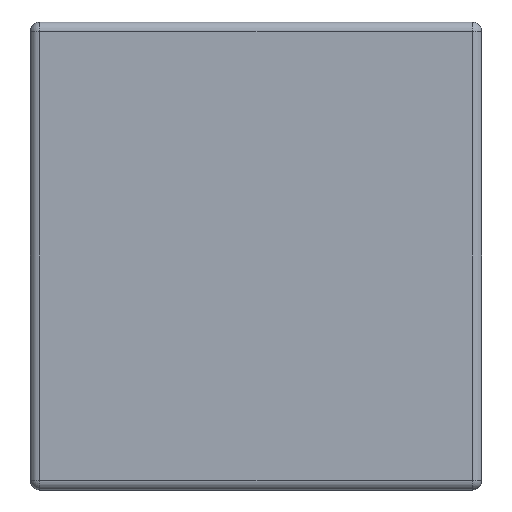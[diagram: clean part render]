
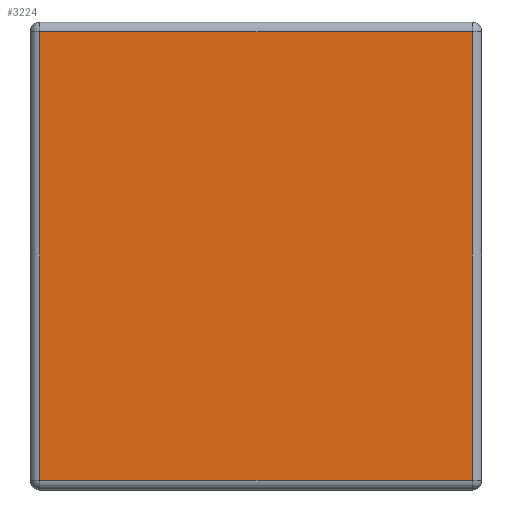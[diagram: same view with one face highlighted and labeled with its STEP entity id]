
A CAD part, left-side view. The second image highlights one B-rep face of the part: STEP entity #3224.
In plain terms, the highlighted planar face has unit normal (-1, 0, 0).
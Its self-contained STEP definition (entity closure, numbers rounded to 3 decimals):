
#46 = ORIENTED_EDGE ( 'NONE', *, *, #1588, .T. ) ;
#264 = DIRECTION ( 'NONE',  ( 0., -1., 0. ) ) ;
#365 = CARTESIAN_POINT ( 'NONE',  ( 0., 0., 0. ) ) ;
#487 = ORIENTED_EDGE ( 'NONE', *, *, #800, .T. ) ;
#535 = DIRECTION ( 'NONE',  ( 0., 0., 1. ) ) ;
#628 = ORIENTED_EDGE ( 'NONE', *, *, #2861, .T. ) ;
#743 = CARTESIAN_POINT ( 'NONE',  ( 0., 1.37, -1.45 ) ) ;
#800 = EDGE_CURVE ( 'NONE', #1539, #3465, #2239, .T. ) ;
#987 = LINE ( 'NONE', #1544, #1311 ) ;
#1311 = VECTOR ( 'NONE', #4361, 1000. ) ;
#1361 = DIRECTION ( 'NONE',  ( 0., 0., 1. ) ) ;
#1414 = FACE_OUTER_BOUND ( 'NONE', #2357, .T. ) ;
#1539 = VERTEX_POINT ( 'NONE', #3522 ) ;
#1544 = CARTESIAN_POINT ( 'NONE',  ( 0., 1.4, -0.03 ) ) ;
#1588 = EDGE_CURVE ( 'NONE', #4104, #1539, #3724, .T. ) ;
#1660 = PLANE ( 'NONE',  #2395 ) ;
#1763 = CARTESIAN_POINT ( 'NONE',  ( 0., 1.37, -0.03 ) ) ;
#1819 = DIRECTION ( 'NONE',  ( 0., 0., -1. ) ) ;
#2044 = VECTOR ( 'NONE', #1819, 1000. ) ;
#2055 = DIRECTION ( 'NONE',  ( -1., 0., 0. ) ) ;
#2239 = LINE ( 'NONE', #3048, #4541 ) ;
#2357 = EDGE_LOOP ( 'NONE', ( #487, #3081, #628, #46 ) ) ;
#2395 = AXIS2_PLACEMENT_3D ( 'NONE', #365, #2055, #1361 ) ;
#2560 = CARTESIAN_POINT ( 'NONE',  ( 0., 0.03, -1.42 ) ) ;
#2756 = EDGE_CURVE ( 'NONE', #3465, #2796, #3129, .T. ) ;
#2796 = VERTEX_POINT ( 'NONE', #2967 ) ;
#2861 = EDGE_CURVE ( 'NONE', #2796, #4104, #987, .T. ) ;
#2967 = CARTESIAN_POINT ( 'NONE',  ( 0., 0.03, -0.03 ) ) ;
#3048 = CARTESIAN_POINT ( 'NONE',  ( 0., 0., -1.42 ) ) ;
#3081 = ORIENTED_EDGE ( 'NONE', *, *, #2756, .T. ) ;
#3129 = LINE ( 'NONE', #4414, #3639 ) ;
#3224 = ADVANCED_FACE ( 'NONE', ( #1414 ), #1660, .T. ) ;
#3465 = VERTEX_POINT ( 'NONE', #2560 ) ;
#3522 = CARTESIAN_POINT ( 'NONE',  ( 0., 1.37, -1.42 ) ) ;
#3639 = VECTOR ( 'NONE', #535, 1000. ) ;
#3724 = LINE ( 'NONE', #743, #2044 ) ;
#4104 = VERTEX_POINT ( 'NONE', #1763 ) ;
#4361 = DIRECTION ( 'NONE',  ( 0., 1., 0. ) ) ;
#4414 = CARTESIAN_POINT ( 'NONE',  ( 0., 0.03, 0. ) ) ;
#4541 = VECTOR ( 'NONE', #264, 1000. ) ;
